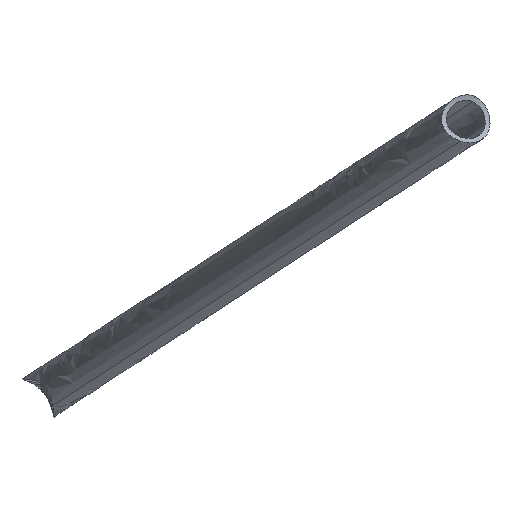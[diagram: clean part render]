
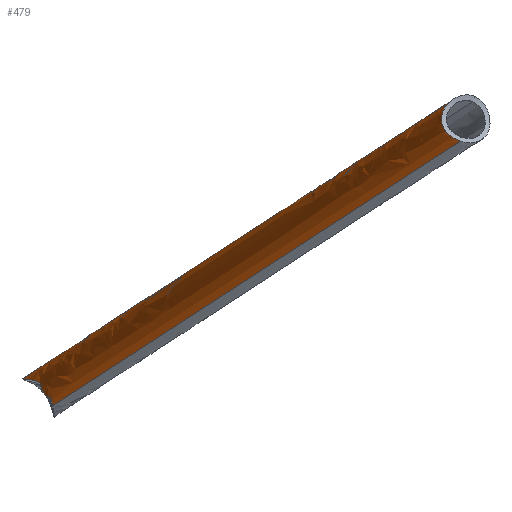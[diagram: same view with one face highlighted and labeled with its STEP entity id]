
A CAD part, top view. The second image highlights one B-rep face of the part: STEP entity #479.
In plain terms, the highlighted free-form (B-spline) face has degree [5, 4] with [6, 5] control points.
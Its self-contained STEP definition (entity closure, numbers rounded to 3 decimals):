
#82=CARTESIAN_POINT('Vertex',(-507.557,-173.175,480.656)) ;
#84=CARTESIAN_POINT('Vertex',(-511.898,-186.622,485.767)) ;
#88=CARTESIAN_POINT('Control Point',(-507.557,-173.175,480.656)) ;
#89=CARTESIAN_POINT('Control Point',(-508.366,-172.795,480.962)) ;
#90=CARTESIAN_POINT('Control Point',(-509.259,-172.557,481.272)) ;
#91=CARTESIAN_POINT('Control Point',(-510.22,-172.497,481.552)) ;
#92=CARTESIAN_POINT('Control Point',(-511.697,-172.684,481.898)) ;
#93=CARTESIAN_POINT('Control Point',(-513.104,-173.235,482.156)) ;
#94=CARTESIAN_POINT('Control Point',(-513.575,-173.465,482.235)) ;
#95=CARTESIAN_POINT('Control Point',(-514.603,-174.07,482.402)) ;
#96=CARTESIAN_POINT('Control Point',(-515.519,-174.851,482.554)) ;
#97=CARTESIAN_POINT('Control Point',(-515.989,-175.338,482.639)) ;
#98=CARTESIAN_POINT('Control Point',(-516.734,-176.289,482.804)) ;
#99=CARTESIAN_POINT('Control Point',(-517.277,-177.364,483.006)) ;
#100=CARTESIAN_POINT('Control Point',(-517.471,-177.857,483.104)) ;
#101=CARTESIAN_POINT('Control Point',(-517.897,-179.366,483.427)) ;
#102=CARTESIAN_POINT('Control Point',(-517.844,-180.935,483.841)) ;
#103=CARTESIAN_POINT('Control Point',(-517.567,-181.938,484.154)) ;
#104=CARTESIAN_POINT('Control Point',(-516.579,-183.845,484.821)) ;
#105=CARTESIAN_POINT('Control Point',(-514.96,-185.256,485.385)) ;
#106=CARTESIAN_POINT('Control Point',(-513.994,-185.851,485.619)) ;
#107=CARTESIAN_POINT('Control Point',(-512.956,-186.308,485.756)) ;
#108=CARTESIAN_POINT('Control Point',(-511.898,-186.622,485.767)) ;
#349=CARTESIAN_POINT('Control Point',(-507.557,-173.175,480.656)) ;
#350=CARTESIAN_POINT('Control Point',(-534.34,-190.45,423.791)) ;
#351=CARTESIAN_POINT('Control Point',(-561.123,-207.725,366.925)) ;
#352=CARTESIAN_POINT('Control Point',(-587.906,-225.,310.06)) ;
#353=CARTESIAN_POINT('Control Point',(-614.689,-242.275,253.194)) ;
#354=CARTESIAN_POINT('Control Point',(-641.472,-259.55,196.329)) ;
#355=CARTESIAN_POINT('Vertex',(-641.472,-259.55,196.329)) ;
#359=CARTESIAN_POINT('Control Point',(-511.898,-186.622,485.767)) ;
#360=CARTESIAN_POINT('Control Point',(-536.639,-202.58,433.236)) ;
#361=CARTESIAN_POINT('Control Point',(-561.38,-218.538,380.706)) ;
#362=CARTESIAN_POINT('Control Point',(-586.121,-234.497,328.176)) ;
#363=CARTESIAN_POINT('Control Point',(-610.862,-250.455,275.646)) ;
#364=CARTESIAN_POINT('Control Point',(-635.603,-266.413,223.115)) ;
#365=CARTESIAN_POINT('Vertex',(-635.603,-266.413,223.115)) ;
#399=CARTESIAN_POINT('Control Point',(-502.216,-169.729,491.997)) ;
#400=CARTESIAN_POINT('Control Point',(-508.758,-166.786,494.185)) ;
#401=CARTESIAN_POINT('Control Point',(-514.017,-171.921,498.221)) ;
#402=CARTESIAN_POINT('Control Point',(-512.733,-179.998,500.071)) ;
#403=CARTESIAN_POINT('Control Point',(-506.191,-182.941,497.883)) ;
#404=CARTESIAN_POINT('Control Point',(-531.375,-188.537,430.086)) ;
#405=CARTESIAN_POINT('Control Point',(-537.918,-185.594,432.273)) ;
#406=CARTESIAN_POINT('Control Point',(-543.176,-190.729,436.31)) ;
#407=CARTESIAN_POINT('Control Point',(-541.893,-198.806,438.159)) ;
#408=CARTESIAN_POINT('Control Point',(-535.35,-201.749,435.972)) ;
#409=CARTESIAN_POINT('Control Point',(-560.534,-207.345,368.175)) ;
#410=CARTESIAN_POINT('Control Point',(-567.077,-204.402,370.362)) ;
#411=CARTESIAN_POINT('Control Point',(-572.336,-209.537,374.399)) ;
#412=CARTESIAN_POINT('Control Point',(-571.052,-217.614,376.248)) ;
#413=CARTESIAN_POINT('Control Point',(-564.51,-220.557,374.061)) ;
#414=CARTESIAN_POINT('Control Point',(-589.694,-226.153,306.264)) ;
#415=CARTESIAN_POINT('Control Point',(-596.236,-223.21,308.451)) ;
#416=CARTESIAN_POINT('Control Point',(-601.495,-228.345,312.488)) ;
#417=CARTESIAN_POINT('Control Point',(-600.211,-236.422,314.337)) ;
#418=CARTESIAN_POINT('Control Point',(-593.669,-239.365,312.149)) ;
#419=CARTESIAN_POINT('Control Point',(-618.853,-244.961,244.352)) ;
#420=CARTESIAN_POINT('Control Point',(-625.396,-242.018,246.54)) ;
#421=CARTESIAN_POINT('Control Point',(-630.654,-247.153,250.576)) ;
#422=CARTESIAN_POINT('Control Point',(-629.371,-255.23,252.426)) ;
#423=CARTESIAN_POINT('Control Point',(-622.828,-258.173,250.238)) ;
#424=CARTESIAN_POINT('Control Point',(-648.012,-263.769,182.441)) ;
#425=CARTESIAN_POINT('Control Point',(-654.555,-260.826,184.628)) ;
#426=CARTESIAN_POINT('Control Point',(-659.814,-265.961,188.665)) ;
#427=CARTESIAN_POINT('Control Point',(-658.53,-274.038,190.514)) ;
#428=CARTESIAN_POINT('Control Point',(-651.988,-276.981,188.327)) ;
#430=CARTESIAN_POINT('Control Point',(-641.472,-259.55,196.329)) ;
#431=CARTESIAN_POINT('Control Point',(-642.162,-259.12,196.829)) ;
#432=CARTESIAN_POINT('Control Point',(-642.82,-258.794,197.473)) ;
#433=CARTESIAN_POINT('Control Point',(-643.383,-258.581,198.241)) ;
#434=CARTESIAN_POINT('Control Point',(-644.196,-258.322,199.788)) ;
#435=CARTESIAN_POINT('Control Point',(-644.646,-258.226,201.477)) ;
#436=CARTESIAN_POINT('Control Point',(-644.784,-258.202,202.266)) ;
#437=CARTESIAN_POINT('Control Point',(-645.04,-258.162,204.685)) ;
#438=CARTESIAN_POINT('Control Point',(-644.876,-258.189,207.127)) ;
#439=CARTESIAN_POINT('Control Point',(-644.658,-258.206,208.753)) ;
#440=CARTESIAN_POINT('Control Point',(-644.133,-258.243,211.584)) ;
#441=CARTESIAN_POINT('Control Point',(-643.415,-258.306,214.391)) ;
#442=CARTESIAN_POINT('Control Point',(-643.079,-258.34,215.589)) ;
#443=CARTESIAN_POINT('Control Point',(-642.462,-258.416,217.627)) ;
#444=CARTESIAN_POINT('Control Point',(-641.773,-258.544,219.655)) ;
#445=CARTESIAN_POINT('Control Point',(-641.476,-258.609,220.493)) ;
#446=CARTESIAN_POINT('Control Point',(-640.929,-258.75,221.966)) ;
#447=CARTESIAN_POINT('Control Point',(-640.336,-258.963,223.424)) ;
#448=CARTESIAN_POINT('Control Point',(-640.069,-259.072,224.052)) ;
#449=CARTESIAN_POINT('Control Point',(-639.791,-259.203,224.675)) ;
#450=CARTESIAN_POINT('Control Point',(-639.496,-259.37,225.284)) ;
#451=CARTESIAN_POINT('Vertex',(-639.496,-259.37,225.284)) ;
#455=CARTESIAN_POINT('Control Point',(-639.496,-259.37,225.284)) ;
#456=CARTESIAN_POINT('Control Point',(-639.341,-260.66,225.556)) ;
#457=CARTESIAN_POINT('Control Point',(-638.865,-261.908,225.819)) ;
#458=CARTESIAN_POINT('Control Point',(-638.085,-262.996,226.049)) ;
#459=CARTESIAN_POINT('Control Point',(-637.115,-263.861,226.231)) ;
#460=CARTESIAN_POINT('Control Point',(-636.029,-264.506,226.367)) ;
#461=CARTESIAN_POINT('Vertex',(-636.029,-264.506,226.367)) ;
#465=CARTESIAN_POINT('Control Point',(-636.029,-264.506,226.367)) ;
#466=CARTESIAN_POINT('Control Point',(-635.871,-265.075,225.619)) ;
#467=CARTESIAN_POINT('Control Point',(-635.763,-265.566,224.806)) ;
#468=CARTESIAN_POINT('Control Point',(-635.675,-266.01,223.971)) ;
#469=CARTESIAN_POINT('Control Point',(-635.603,-266.413,223.115)) ;
#472=ORIENTED_EDGE('',*,*,#367,.F.) ;
#473=ORIENTED_EDGE('',*,*,#109,.F.) ;
#474=ORIENTED_EDGE('',*,*,#357,.T.) ;
#475=ORIENTED_EDGE('',*,*,#453,.T.) ;
#476=ORIENTED_EDGE('',*,*,#463,.T.) ;
#477=ORIENTED_EDGE('',*,*,#470,.T.) ;
#479=ADVANCED_FACE('Corps principal',(#478),#398,.T.) ;
#87=B_SPLINE_CURVE_WITH_KNOTS('',5,(#88,#89,#90,#91,#92,#93,#94,#95,#96,#97,#98,#99,#100,#101,#102,#103,#104,#105,#106,#107,#108),.UNSPECIFIED.,.F.,.U.,(6,3,3,3,3,3,6),(0.,7.057,10.759,15.46,19.152,26.445,34.651),.UNSPECIFIED.) ;
#429=B_SPLINE_CURVE_WITH_KNOTS('',5,(#430,#431,#432,#433,#434,#435,#436,#437,#438,#439,#440,#441,#442,#443,#444,#445,#446,#447,#448,#449,#450),.UNSPECIFIED.,.F.,.U.,(6,3,3,3,3,3,6),(0.,7.245,13.361,25.907,35.291,41.923,46.987),.UNSPECIFIED.) ;
#454=B_SPLINE_CURVE_WITH_KNOTS('',5,(#455,#456,#457,#458,#459,#460),.UNSPECIFIED.,.F.,.U.,(6,6),(6.149,15.353),.UNSPECIFIED.) ;
#464=B_SPLINE_CURVE_WITH_KNOTS('',4,(#465,#466,#467,#468,#469),.UNSPECIFIED.,.F.,.U.,(5,5),(0.,5.542),.UNSPECIFIED.) ;
#109=EDGE_CURVE('',#83,#85,#87,.T.) ;
#357=EDGE_CURVE('',#83,#356,#348,.T.) ;
#367=EDGE_CURVE('',#85,#366,#358,.T.) ;
#453=EDGE_CURVE('',#356,#452,#429,.T.) ;
#463=EDGE_CURVE('',#452,#462,#454,.T.) ;
#470=EDGE_CURVE('',#462,#366,#464,.T.) ;
#471=EDGE_LOOP('',(#472,#473,#474,#475,#476,#477)) ;
#478=FACE_OUTER_BOUND('',#471,.T.) ;
#83=VERTEX_POINT('',#82) ;
#85=VERTEX_POINT('',#84) ;
#356=VERTEX_POINT('',#355) ;
#366=VERTEX_POINT('',#365) ;
#452=VERTEX_POINT('',#451) ;
#462=VERTEX_POINT('',#461) ;
#348=(BOUNDED_CURVE()B_SPLINE_CURVE(5,(#349,#350,#351,#352,#353,#354),.UNSPECIFIED.,.F.,.U.)B_SPLINE_CURVE_WITH_KNOTS((6,6),(13.001,338.939),.UNSPECIFIED.)CURVE()GEOMETRIC_REPRESENTATION_ITEM()RATIONAL_B_SPLINE_CURVE((1.,1.,1.,1.,1.,1.))REPRESENTATION_ITEM('')) ;
#358=(BOUNDED_CURVE()B_SPLINE_CURVE(5,(#359,#360,#361,#362,#363,#364),.UNSPECIFIED.,.F.,.U.)B_SPLINE_CURVE_WITH_KNOTS((6,6),(13.89,314.98),.UNSPECIFIED.)CURVE()GEOMETRIC_REPRESENTATION_ITEM()RATIONAL_B_SPLINE_CURVE((1.,1.,1.,1.,1.,1.))REPRESENTATION_ITEM('')) ;
#398=(BOUNDED_SURFACE()B_SPLINE_SURFACE(5,4,((#399,#400,#401,#402,#403),(#404,#405,#406,#407,#408),(#409,#410,#411,#412,#413),(#414,#415,#416,#417,#418),(#419,#420,#421,#422,#423),(#424,#425,#426,#427,#428)),.UNSPECIFIED.,.F.,.F.,.U.)B_SPLINE_SURFACE_WITH_KNOTS((6,6),(5,5),(0.,354.859),(0.,23.562),.UNSPECIFIED.)GEOMETRIC_REPRESENTATION_ITEM()RATIONAL_B_SPLINE_SURFACE(((1.,0.707,0.667,0.707,1.),(1.,0.707,0.667,0.707,1.),(1.,0.707,0.667,0.707,1.),(1.,0.707,0.667,0.707,1.),(1.,0.707,0.667,0.707,1.),(1.,0.707,0.667,0.707,1.)))REPRESENTATION_ITEM('Rational BSpline Surface')SURFACE()) ;
